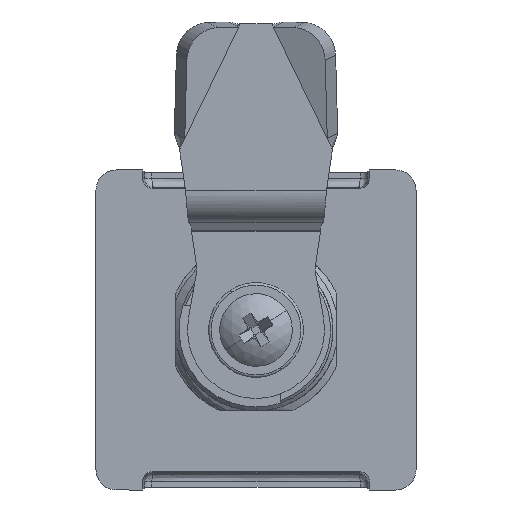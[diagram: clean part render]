
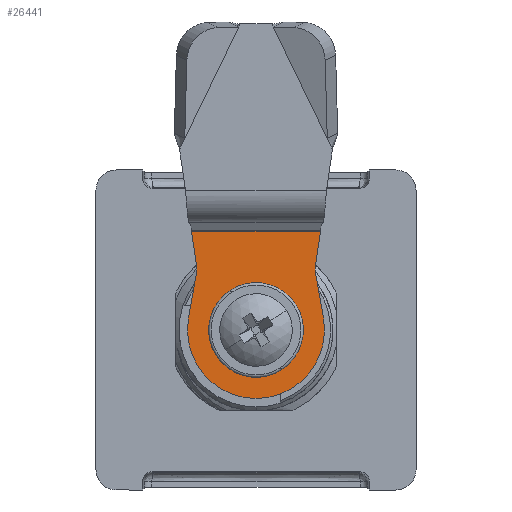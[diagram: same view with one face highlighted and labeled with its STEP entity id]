
A CAD part, front view. The second image highlights one B-rep face of the part: STEP entity #26441.
In plain terms, the highlighted planar face has unit normal (0, -1, 0).
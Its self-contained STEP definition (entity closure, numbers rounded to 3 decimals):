
#107 = ORIENTED_EDGE ( 'NONE', *, *, #6300, .T. ) ;
#114 = VECTOR ( 'NONE', #18105, 1000. ) ;
#132 = FACE_OUTER_BOUND ( 'NONE', #18354, .T. ) ;
#1363 = ORIENTED_EDGE ( 'NONE', *, *, #3770, .T. ) ;
#1370 = CARTESIAN_POINT ( 'NONE',  ( -67.716, -14.928, 41.009 ) ) ;
#1508 = ORIENTED_EDGE ( 'NONE', *, *, #6461, .T. ) ;
#1539 = LINE ( 'NONE', #29219, #5791 ) ;
#1826 = DIRECTION ( 'NONE',  ( 1., 0., 0. ) ) ;
#1830 = VERTEX_POINT ( 'NONE', #26190 ) ;
#2463 = CIRCLE ( 'NONE', #28186, 4. ) ;
#3062 = CARTESIAN_POINT ( 'NONE',  ( -68.691, -14.928, 47.663 ) ) ;
#3558 = CIRCLE ( 'NONE', #26882, 1. ) ;
#3770 = EDGE_CURVE ( 'NONE', #5583, #11029, #8148, .T. ) ;
#4067 = VECTOR ( 'NONE', #7939, 1000. ) ;
#4221 = ORIENTED_EDGE ( 'NONE', *, *, #14029, .F. ) ;
#4282 = DIRECTION ( 'NONE',  ( 0., 0., 1. ) ) ;
#4362 = CARTESIAN_POINT ( 'NONE',  ( -76.085, -14.928, 51.791 ) ) ;
#5358 = EDGE_CURVE ( 'NONE', #6512, #29918, #28614, .T. ) ;
#5363 = VERTEX_POINT ( 'NONE', #19193 ) ;
#5476 = EDGE_CURVE ( 'NONE', #21132, #6640, #19648, .T. ) ;
#5583 = VERTEX_POINT ( 'NONE', #17225 ) ;
#5750 = CARTESIAN_POINT ( 'NONE',  ( -79.135, -14.928, 43.571 ) ) ;
#5791 = VECTOR ( 'NONE', #1826, 1000. ) ;
#5865 = EDGE_CURVE ( 'NONE', #21146, #28109, #22982, .T. ) ;
#5880 = CARTESIAN_POINT ( 'NONE',  ( -79.135, -14.928, 36.471 ) ) ;
#5945 = CARTESIAN_POINT ( 'NONE',  ( -83.385, -14.928, 47.021 ) ) ;
#5997 = VECTOR ( 'NONE', #24040, 1000. ) ;
#6014 = LINE ( 'NONE', #10126, #10999 ) ;
#6088 = CARTESIAN_POINT ( 'NONE',  ( -64.733, -14.928, 47.083 ) ) ;
#6300 = EDGE_CURVE ( 'NONE', #21384, #1830, #16215, .T. ) ;
#6355 = LINE ( 'NONE', #4362, #17172 ) ;
#6386 = ORIENTED_EDGE ( 'NONE', *, *, #13694, .T. ) ;
#6461 = EDGE_CURVE ( 'NONE', #5363, #8825, #24969, .T. ) ;
#6512 = VERTEX_POINT ( 'NONE', #26426 ) ;
#6640 = VERTEX_POINT ( 'NONE', #28547 ) ;
#6674 = FACE_BOUND ( 'NONE', #21799, .T. ) ;
#6811 = DIRECTION ( 'NONE',  ( 0., -1., 0. ) ) ;
#6966 = AXIS2_PLACEMENT_3D ( 'NONE', #10607, #12585, #12432 ) ;
#6981 = CARTESIAN_POINT ( 'NONE',  ( -73.035, -14.928, 42.571 ) ) ;
#7165 = CARTESIAN_POINT ( 'NONE',  ( -68.672, -14.928, 46.382 ) ) ;
#7270 = EDGE_CURVE ( 'NONE', #14892, #10845, #15363, .T. ) ;
#7290 = DIRECTION ( 'NONE',  ( 0., 0., 1. ) ) ;
#7424 = CARTESIAN_POINT ( 'NONE',  ( -73.035, -14.928, 35.471 ) ) ;
#7773 = CARTESIAN_POINT ( 'NONE',  ( -72.035, -14.928, 35.471 ) ) ;
#7939 = DIRECTION ( 'NONE',  ( -0.175, 0., -0.985 ) ) ;
#8148 = LINE ( 'NONE', #12556, #30109 ) ;
#8682 = CARTESIAN_POINT ( 'NONE',  ( -80.135, -14.928, 43.571 ) ) ;
#8825 = VERTEX_POINT ( 'NONE', #1370 ) ;
#9892 = CARTESIAN_POINT ( 'NONE',  ( -72.035, -14.928, 36.471 ) ) ;
#10052 = LINE ( 'NONE', #7773, #11195 ) ;
#10126 = CARTESIAN_POINT ( 'NONE',  ( -68.785, -14.928, 47.021 ) ) ;
#10202 = DIRECTION ( 'NONE',  ( 0., 1., 0. ) ) ;
#10292 = ORIENTED_EDGE ( 'NONE', *, *, #5476, .T. ) ;
#10421 = CARTESIAN_POINT ( 'NONE',  ( -73.035, -14.928, 43.571 ) ) ;
#10607 = CARTESIAN_POINT ( 'NONE',  ( -76.085, -14.928, 39.521 ) ) ;
#10845 = VERTEX_POINT ( 'NONE', #25451 ) ;
#10999 = VECTOR ( 'NONE', #17584, 1000. ) ;
#11029 = VERTEX_POINT ( 'NONE', #21027 ) ;
#11170 = ORIENTED_EDGE ( 'NONE', *, *, #5865, .T. ) ;
#11195 = VECTOR ( 'NONE', #21617, 1000. ) ;
#11359 = DIRECTION ( 'NONE',  ( -1., 0., 0. ) ) ;
#11668 = EDGE_CURVE ( 'NONE', #8825, #25305, #6014, .T. ) ;
#12236 = EDGE_CURVE ( 'NONE', #11029, #6512, #21194, .T. ) ;
#12293 = AXIS2_PLACEMENT_3D ( 'NONE', #20805, #6811, #16099 ) ;
#12432 = DIRECTION ( 'NONE',  ( 0., 0., 1. ) ) ;
#12556 = CARTESIAN_POINT ( 'NONE',  ( -85.585, -14.928, 62.021 ) ) ;
#12585 = DIRECTION ( 'NONE',  ( 0., -1., 0. ) ) ;
#12839 = EDGE_CURVE ( 'NONE', #15611, #20818, #3558, .T. ) ;
#13244 = DIRECTION ( 'NONE',  ( 0., 0., 1. ) ) ;
#13245 = ORIENTED_EDGE ( 'NONE', *, *, #19869, .F. ) ;
#13694 = EDGE_CURVE ( 'NONE', #6640, #5583, #6355, .T. ) ;
#13935 = ORIENTED_EDGE ( 'NONE', *, *, #7270, .T. ) ;
#14029 = EDGE_CURVE ( 'NONE', #14892, #28109, #30091, .T. ) ;
#14621 = CARTESIAN_POINT ( 'NONE',  ( -68.785, -14.928, 47.021 ) ) ;
#14892 = VERTEX_POINT ( 'NONE', #10421 ) ;
#15363 = CIRCLE ( 'NONE', #28468, 1. ) ;
#15597 = CARTESIAN_POINT ( 'NONE',  ( -87.437, -14.928, 47.083 ) ) ;
#15611 = VERTEX_POINT ( 'NONE', #9892 ) ;
#15934 = EDGE_CURVE ( 'NONE', #21146, #1830, #18864, .T. ) ;
#16099 = DIRECTION ( 'NONE',  ( 0., 0., 1. ) ) ;
#16195 = AXIS2_PLACEMENT_3D ( 'NONE', #25090, #20240, #13244 ) ;
#16215 = CIRCLE ( 'NONE', #20120, 1. ) ;
#16447 = ORIENTED_EDGE ( 'NONE', *, *, #20679, .T. ) ;
#16475 = AXIS2_PLACEMENT_3D ( 'NONE', #23255, #25389, #21123 ) ;
#17055 = CARTESIAN_POINT ( 'NONE',  ( -80.135, -14.928, 35.471 ) ) ;
#17172 = VECTOR ( 'NONE', #11359, 1000. ) ;
#17225 = CARTESIAN_POINT ( 'NONE',  ( -84.085, -14.928, 51.791 ) ) ;
#17584 = DIRECTION ( 'NONE',  ( -0.175, 0., 0.985 ) ) ;
#18105 = DIRECTION ( 'NONE',  ( -1., 0., 0. ) ) ;
#18126 = ORIENTED_EDGE ( 'NONE', *, *, #25800, .F. ) ;
#18275 = CARTESIAN_POINT ( 'NONE',  ( -73.035, -14.928, 36.471 ) ) ;
#18354 = EDGE_LOOP ( 'NONE', ( #10292, #6386, #1363, #21721, #22563, #16447, #1508, #21442, #20248 ) ) ;
#18864 = LINE ( 'NONE', #17055, #5997 ) ;
#19193 = CARTESIAN_POINT ( 'NONE',  ( -76.085, -14.928, 31.021 ) ) ;
#19648 = LINE ( 'NONE', #14621, #22052 ) ;
#19869 = EDGE_CURVE ( 'NONE', #15611, #10845, #10052, .T. ) ;
#20120 = AXIS2_PLACEMENT_3D ( 'NONE', #5880, #26577, #29007 ) ;
#20240 = DIRECTION ( 'NONE',  ( 0., 1., 0. ) ) ;
#20248 = ORIENTED_EDGE ( 'NONE', *, *, #20354, .T. ) ;
#20354 = EDGE_CURVE ( 'NONE', #25305, #21132, #2463, .T. ) ;
#20547 = CARTESIAN_POINT ( 'NONE',  ( -84.454, -14.928, 41.009 ) ) ;
#20679 = EDGE_CURVE ( 'NONE', #29918, #5363, #26398, .T. ) ;
#20805 = CARTESIAN_POINT ( 'NONE',  ( -76.085, -14.928, 39.521 ) ) ;
#20818 = VERTEX_POINT ( 'NONE', #7424 ) ;
#21027 = CARTESIAN_POINT ( 'NONE',  ( -83.479, -14.928, 47.663 ) ) ;
#21123 = DIRECTION ( 'NONE',  ( 0., 0., 1. ) ) ;
#21132 = VERTEX_POINT ( 'NONE', #3062 ) ;
#21146 = VERTEX_POINT ( 'NONE', #28764 ) ;
#21194 = CIRCLE ( 'NONE', #28977, 4. ) ;
#21384 = VERTEX_POINT ( 'NONE', #21928 ) ;
#21442 = ORIENTED_EDGE ( 'NONE', *, *, #11668, .T. ) ;
#21467 = ORIENTED_EDGE ( 'NONE', *, *, #15934, .F. ) ;
#21617 = DIRECTION ( 'NONE',  ( 0., 0., 1. ) ) ;
#21721 = ORIENTED_EDGE ( 'NONE', *, *, #12236, .T. ) ;
#21799 = EDGE_LOOP ( 'NONE', ( #13245, #29368, #18126, #107, #21467, #11170, #4221, #13935 ) ) ;
#21928 = CARTESIAN_POINT ( 'NONE',  ( -79.135, -14.928, 35.471 ) ) ;
#22052 = VECTOR ( 'NONE', #28920, 1000. ) ;
#22563 = ORIENTED_EDGE ( 'NONE', *, *, #5358, .T. ) ;
#22872 = DIRECTION ( 'NONE',  ( 0., 0., 1. ) ) ;
#22982 = CIRCLE ( 'NONE', #16195, 1. ) ;
#23255 = CARTESIAN_POINT ( 'NONE',  ( -76.085, -14.928, 39.521 ) ) ;
#24040 = DIRECTION ( 'NONE',  ( 0., 0., -1. ) ) ;
#24969 = CIRCLE ( 'NONE', #6966, 8.5 ) ;
#25090 = CARTESIAN_POINT ( 'NONE',  ( -79.135, -14.928, 42.571 ) ) ;
#25270 = DIRECTION ( 'NONE',  ( 0., 1., 0. ) ) ;
#25305 = VERTEX_POINT ( 'NONE', #7165 ) ;
#25389 = DIRECTION ( 'NONE',  ( 0., -1., 0. ) ) ;
#25451 = CARTESIAN_POINT ( 'NONE',  ( -72.035, -14.928, 42.571 ) ) ;
#25542 = PLANE ( 'NONE',  #16475 ) ;
#25800 = EDGE_CURVE ( 'NONE', #21384, #20818, #1539, .T. ) ;
#26190 = CARTESIAN_POINT ( 'NONE',  ( -80.135, -14.928, 36.471 ) ) ;
#26398 = CIRCLE ( 'NONE', #12293, 8.5 ) ;
#26426 = CARTESIAN_POINT ( 'NONE',  ( -83.499, -14.928, 46.382 ) ) ;
#26441 = ADVANCED_FACE ( 'NONE', ( #6674, #132 ), #25542, .T. ) ;
#26577 = DIRECTION ( 'NONE',  ( 0., 1., 0. ) ) ;
#26882 = AXIS2_PLACEMENT_3D ( 'NONE', #18275, #25270, #4282 ) ;
#28109 = VERTEX_POINT ( 'NONE', #5750 ) ;
#28124 = DIRECTION ( 'NONE',  ( 0., 1., 0. ) ) ;
#28186 = AXIS2_PLACEMENT_3D ( 'NONE', #6088, #10202, #29360 ) ;
#28468 = AXIS2_PLACEMENT_3D ( 'NONE', #6981, #28124, #7290 ) ;
#28547 = CARTESIAN_POINT ( 'NONE',  ( -68.086, -14.928, 51.791 ) ) ;
#28614 = LINE ( 'NONE', #5945, #4067 ) ;
#28673 = DIRECTION ( 'NONE',  ( 0.145, 0., -0.989 ) ) ;
#28764 = CARTESIAN_POINT ( 'NONE',  ( -80.135, -14.928, 42.571 ) ) ;
#28920 = DIRECTION ( 'NONE',  ( 0.145, 0., 0.989 ) ) ;
#28977 = AXIS2_PLACEMENT_3D ( 'NONE', #15597, #29720, #22872 ) ;
#29007 = DIRECTION ( 'NONE',  ( 0., 0., 1. ) ) ;
#29219 = CARTESIAN_POINT ( 'NONE',  ( -80.135, -14.928, 35.471 ) ) ;
#29360 = DIRECTION ( 'NONE',  ( 0., 0., 1. ) ) ;
#29368 = ORIENTED_EDGE ( 'NONE', *, *, #12839, .T. ) ;
#29720 = DIRECTION ( 'NONE',  ( 0., 1., 0. ) ) ;
#29918 = VERTEX_POINT ( 'NONE', #20547 ) ;
#30091 = LINE ( 'NONE', #8682, #114 ) ;
#30109 = VECTOR ( 'NONE', #28673, 1000. ) ;
